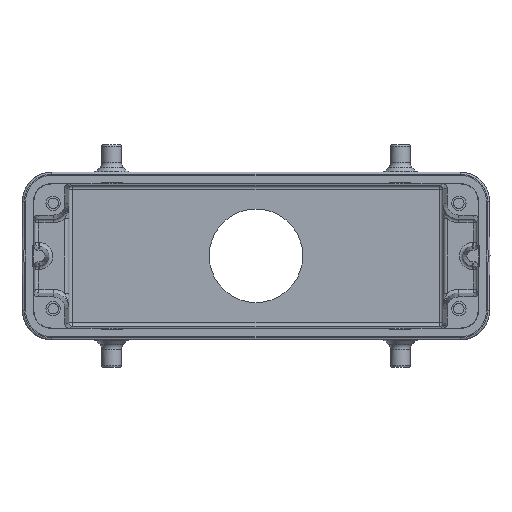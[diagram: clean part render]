
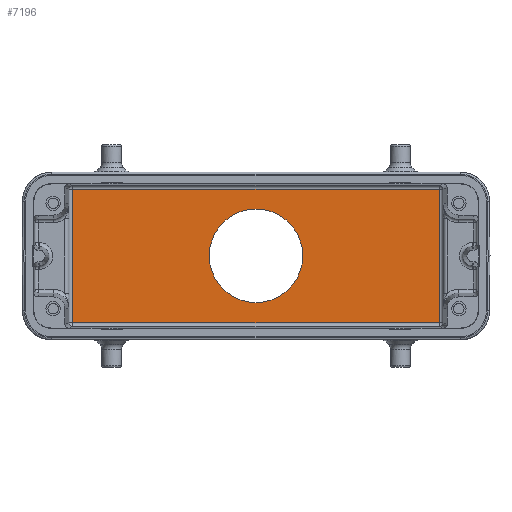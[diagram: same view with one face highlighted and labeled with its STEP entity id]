
A CAD part, front view. The second image highlights one B-rep face of the part: STEP entity #7196.
In plain terms, the highlighted planar face has unit normal (0, -1, 0).
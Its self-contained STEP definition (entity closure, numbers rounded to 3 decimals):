
#454=CARTESIAN_POINT('',(0.,52.,0.049));
#455=DIRECTION('',(0.,-1.,0.));
#456=DIRECTION('',(1.,0.,0.));
#457=AXIS2_PLACEMENT_3D('',#454,#455,#456);
#459=CARTESIAN_POINT('',(0.,52.,0.049));
#460=DIRECTION('',(0.,-1.,0.));
#461=DIRECTION('',(-1.,0.,0.));
#462=AXIS2_PLACEMENT_3D('',#459,#460,#461);
#464=DIRECTION('',(0.,0.,-1.));
#465=VECTOR('',#464,34.27);
#466=CARTESIAN_POINT('',(-47.,52.,17.135));
#467=LINE('',#466,#465);
#3090=DIRECTION('',(1.,0.,0.));
#3091=VECTOR('',#3090,94.);
#3092=CARTESIAN_POINT('',(-47.,52.,-17.135));
#3093=LINE('',#3092,#3091);
#3117=DIRECTION('',(0.,0.,1.));
#3118=VECTOR('',#3117,34.27);
#3119=CARTESIAN_POINT('',(47.,52.,-17.135));
#3120=LINE('',#3119,#3118);
#3140=DIRECTION('',(-1.,0.,0.));
#3141=VECTOR('',#3140,94.);
#3142=CARTESIAN_POINT('',(47.,52.,17.135));
#3143=LINE('',#3142,#3141);
#5284=CARTESIAN_POINT('',(-12.,52.,0.049));
#5285=VERTEX_POINT('',#5284);
#5286=CARTESIAN_POINT('',(12.,52.,0.049));
#5287=VERTEX_POINT('',#5286);
#5288=CARTESIAN_POINT('',(-47.,52.,17.135));
#5289=CARTESIAN_POINT('',(-47.,52.,-17.135));
#5290=VERTEX_POINT('',#5288);
#5291=VERTEX_POINT('',#5289);
#5292=CARTESIAN_POINT('',(47.,52.,17.135));
#5293=VERTEX_POINT('',#5292);
#5294=CARTESIAN_POINT('',(47.,52.,-17.135));
#5295=VERTEX_POINT('',#5294);
#7177=CARTESIAN_POINT('',(57.,52.,-18.5));
#7178=DIRECTION('',(0.,1.,0.));
#7179=DIRECTION('',(1.,0.,0.));
#7180=AXIS2_PLACEMENT_3D('',#7177,#7178,#7179);
#7181=PLANE('',#7180);
#7183=ORIENTED_EDGE('',*,*,#7182,.F.);
#7185=ORIENTED_EDGE('',*,*,#7184,.F.);
#7187=ORIENTED_EDGE('',*,*,#7186,.F.);
#7189=ORIENTED_EDGE('',*,*,#7188,.F.);
#7190=EDGE_LOOP('',(#7183,#7185,#7187,#7189));
#7191=FACE_OUTER_BOUND('',#7190,.F.);
#7192=ORIENTED_EDGE('',*,*,#7156,.T.);
#7193=ORIENTED_EDGE('',*,*,#7170,.T.);
#7194=EDGE_LOOP('',(#7192,#7193));
#7195=FACE_BOUND('',#7194,.F.);
#7196=ADVANCED_FACE('',(#7191,#7195),#7181,.F.);
#458=CIRCLE('',#457,12.);
#463=CIRCLE('',#462,12.);
#7156=EDGE_CURVE('',#5287,#5285,#458,.T.);
#7170=EDGE_CURVE('',#5285,#5287,#463,.T.);
#7182=EDGE_CURVE('',#5290,#5291,#467,.T.);
#7184=EDGE_CURVE('',#5293,#5290,#3143,.T.);
#7186=EDGE_CURVE('',#5295,#5293,#3120,.T.);
#7188=EDGE_CURVE('',#5291,#5295,#3093,.T.);
